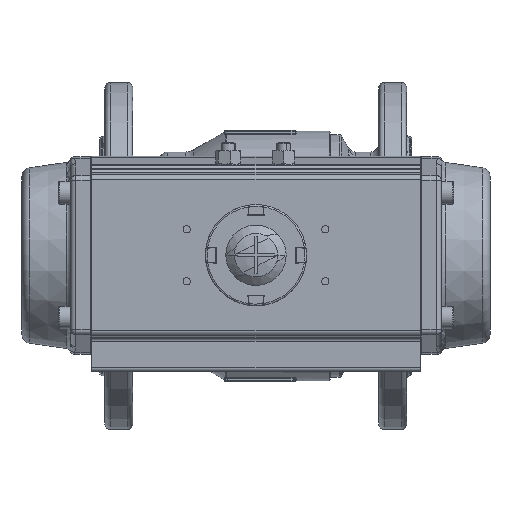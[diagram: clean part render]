
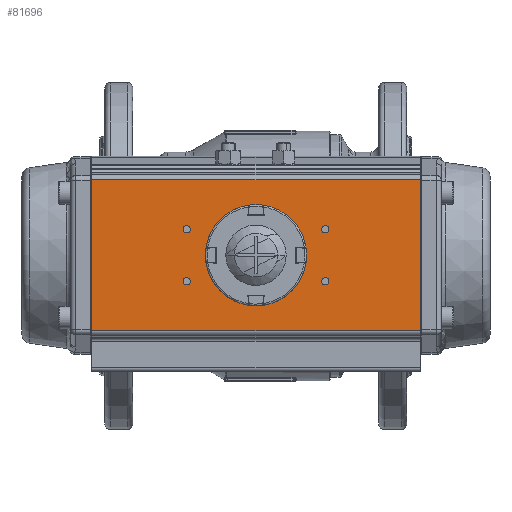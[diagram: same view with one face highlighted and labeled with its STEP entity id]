
A CAD part, top view. The second image highlights one B-rep face of the part: STEP entity #81696.
In plain terms, the highlighted planar face has unit normal (0, 0, 1).
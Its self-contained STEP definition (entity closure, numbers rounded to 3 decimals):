
#81557=CARTESIAN_POINT('',(95.,43.512,236.));
#81558=DIRECTION('',(-0.,0.,-1.));
#81559=DIRECTION('',(0.,1.,0.));
#81560=AXIS2_PLACEMENT_3D('',#81557,#81558,#81559);
#81561=PLANE('',#81560);
#81562=CARTESIAN_POINT('',(-37.9,-15.,236.));
#81563=VERTEX_POINT('',#81562);
#81564=CARTESIAN_POINT('',(-42.1,-15.,236.));
#81565=VERTEX_POINT('',#81564);
#81566=CARTESIAN_POINT('',(-40.,-15.,236.));
#81567=DIRECTION('',(0.,-0.,1.));
#81568=DIRECTION('',(1.,-0.,-0.));
#81569=AXIS2_PLACEMENT_3D('',#81566,#81567,#81568);
#81570=CIRCLE('',#81569,2.1);
#81571=EDGE_CURVE('NONE',#81563,#81565,#81570,.T.);
#81572=ORIENTED_EDGE('',*,*,#81571,.F.);
#81573=CARTESIAN_POINT('',(-40.,-15.,236.));
#81574=DIRECTION('',(0.,-0.,1.));
#81575=DIRECTION('',(1.,-0.,-0.));
#81576=AXIS2_PLACEMENT_3D('',#81573,#81574,#81575);
#81577=CIRCLE('',#81576,2.1);
#81578=EDGE_CURVE('NONE',#81565,#81563,#81577,.T.);
#81579=ORIENTED_EDGE('',*,*,#81578,.F.);
#81580=EDGE_LOOP('',(#81572,#81579));
#81581=FACE_BOUND('',#81580,.T.);
#81582=CARTESIAN_POINT('',(-37.9,15.,236.));
#81583=VERTEX_POINT('',#81582);
#81584=CARTESIAN_POINT('',(-42.1,15.,236.));
#81585=VERTEX_POINT('',#81584);
#81586=CARTESIAN_POINT('',(-40.,15.,236.));
#81587=DIRECTION('',(0.,-0.,1.));
#81588=DIRECTION('',(1.,-0.,-0.));
#81589=AXIS2_PLACEMENT_3D('',#81586,#81587,#81588);
#81590=CIRCLE('',#81589,2.1);
#81591=EDGE_CURVE('NONE',#81583,#81585,#81590,.T.);
#81592=ORIENTED_EDGE('',*,*,#81591,.F.);
#81593=CARTESIAN_POINT('',(-40.,15.,236.));
#81594=DIRECTION('',(0.,-0.,1.));
#81595=DIRECTION('',(1.,-0.,-0.));
#81596=AXIS2_PLACEMENT_3D('',#81593,#81594,#81595);
#81597=CIRCLE('',#81596,2.1);
#81598=EDGE_CURVE('NONE',#81585,#81583,#81597,.T.);
#81599=ORIENTED_EDGE('',*,*,#81598,.F.);
#81600=EDGE_LOOP('',(#81592,#81599));
#81601=FACE_BOUND('',#81600,.T.);
#81602=CARTESIAN_POINT('',(42.1,-15.,236.));
#81603=VERTEX_POINT('',#81602);
#81604=CARTESIAN_POINT('',(37.9,-15.,236.));
#81605=VERTEX_POINT('',#81604);
#81606=CARTESIAN_POINT('',(40.,-15.,236.));
#81607=DIRECTION('',(0.,-0.,1.));
#81608=DIRECTION('',(1.,-0.,-0.));
#81609=AXIS2_PLACEMENT_3D('',#81606,#81607,#81608);
#81610=CIRCLE('',#81609,2.1);
#81611=EDGE_CURVE('NONE',#81603,#81605,#81610,.T.);
#81612=ORIENTED_EDGE('',*,*,#81611,.F.);
#81613=CARTESIAN_POINT('',(40.,-15.,236.));
#81614=DIRECTION('',(0.,-0.,1.));
#81615=DIRECTION('',(1.,-0.,-0.));
#81616=AXIS2_PLACEMENT_3D('',#81613,#81614,#81615);
#81617=CIRCLE('',#81616,2.1);
#81618=EDGE_CURVE('NONE',#81605,#81603,#81617,.T.);
#81619=ORIENTED_EDGE('',*,*,#81618,.F.);
#81620=EDGE_LOOP('',(#81612,#81619));
#81621=FACE_BOUND('',#81620,.T.);
#81622=CARTESIAN_POINT('',(42.1,15.,236.));
#81623=VERTEX_POINT('',#81622);
#81624=CARTESIAN_POINT('',(37.9,15.,236.));
#81625=VERTEX_POINT('',#81624);
#81626=CARTESIAN_POINT('',(40.,15.,236.));
#81627=DIRECTION('',(0.,-0.,1.));
#81628=DIRECTION('',(1.,-0.,-0.));
#81629=AXIS2_PLACEMENT_3D('',#81626,#81627,#81628);
#81630=CIRCLE('',#81629,2.1);
#81631=EDGE_CURVE('NONE',#81623,#81625,#81630,.T.);
#81632=ORIENTED_EDGE('',*,*,#81631,.F.);
#81633=CARTESIAN_POINT('',(40.,15.,236.));
#81634=DIRECTION('',(0.,-0.,1.));
#81635=DIRECTION('',(1.,-0.,-0.));
#81636=AXIS2_PLACEMENT_3D('',#81633,#81634,#81635);
#81637=CIRCLE('',#81636,2.1);
#81638=EDGE_CURVE('NONE',#81625,#81623,#81637,.T.);
#81639=ORIENTED_EDGE('',*,*,#81638,.F.);
#81640=EDGE_LOOP('',(#81632,#81639));
#81641=FACE_BOUND('',#81640,.T.);
#81642=CARTESIAN_POINT('',(94.747,43.512,236.));
#81643=VERTEX_POINT('',#81642);
#81644=CARTESIAN_POINT('',(-94.747,43.512,236.));
#81645=VERTEX_POINT('',#81644);
#81646=CARTESIAN_POINT('',(94.747,43.512,236.));
#81647=DIRECTION('',(-1.,0.,0.));
#81648=VECTOR('',#81647,189.494);
#81649=LINE('',#81646,#81648);
#81650=EDGE_CURVE('',#81643,#81645,#81649,.T.);
#81651=ORIENTED_EDGE('',*,*,#81650,.T.);
#81652=CARTESIAN_POINT('',(-94.747,-43.512,236.));
#81653=VERTEX_POINT('',#81652);
#81654=CARTESIAN_POINT('',(-94.747,43.512,236.));
#81655=DIRECTION('',(-0.,-1.,-0.));
#81656=VECTOR('',#81655,87.023);
#81657=LINE('',#81654,#81656);
#81658=EDGE_CURVE('',#81645,#81653,#81657,.T.);
#81659=ORIENTED_EDGE('',*,*,#81658,.T.);
#81660=CARTESIAN_POINT('',(94.747,-43.512,236.));
#81661=VERTEX_POINT('',#81660);
#81662=CARTESIAN_POINT('',(94.747,-43.512,236.));
#81663=DIRECTION('',(-1.,0.,0.));
#81664=VECTOR('',#81663,189.494);
#81665=LINE('',#81662,#81664);
#81666=EDGE_CURVE('',#81661,#81653,#81665,.T.);
#81667=ORIENTED_EDGE('',*,*,#81666,.F.);
#81668=CARTESIAN_POINT('',(94.747,-43.512,236.));
#81669=DIRECTION('',(0.,1.,0.));
#81670=VECTOR('',#81669,87.023);
#81671=LINE('',#81668,#81670);
#81672=EDGE_CURVE('',#81661,#81643,#81671,.T.);
#81673=ORIENTED_EDGE('',*,*,#81672,.T.);
#81674=EDGE_LOOP('',(#81651,#81659,#81667,#81673));
#81675=FACE_BOUND('',#81674,.T.);
#81676=CARTESIAN_POINT('',(12.5,0.,236.));
#81677=VERTEX_POINT('',#81676);
#81678=CARTESIAN_POINT('',(-12.5,0.,236.));
#81679=VERTEX_POINT('',#81678);
#81680=CARTESIAN_POINT('',(0.,0.,236.));
#81681=DIRECTION('',(-0.,0.,-1.));
#81682=DIRECTION('',(-1.,0.,0.));
#81683=AXIS2_PLACEMENT_3D('',#81680,#81681,#81682);
#81684=CIRCLE('',#81683,12.5);
#81685=EDGE_CURVE('',#81677,#81679,#81684,.T.);
#81686=ORIENTED_EDGE('',*,*,#81685,.T.);
#81687=CARTESIAN_POINT('',(0.,0.,236.));
#81688=DIRECTION('',(-0.,0.,-1.));
#81689=DIRECTION('',(-1.,0.,0.));
#81690=AXIS2_PLACEMENT_3D('',#81687,#81688,#81689);
#81691=CIRCLE('',#81690,12.5);
#81692=EDGE_CURVE('',#81679,#81677,#81691,.T.);
#81693=ORIENTED_EDGE('',*,*,#81692,.T.);
#81694=EDGE_LOOP('',(#81686,#81693));
#81695=FACE_BOUND('',#81694,.T.);
#81696=ADVANCED_FACE('',(#81581,#81601,#81621,#81641,#81675,#81695),#81561,.F.);
